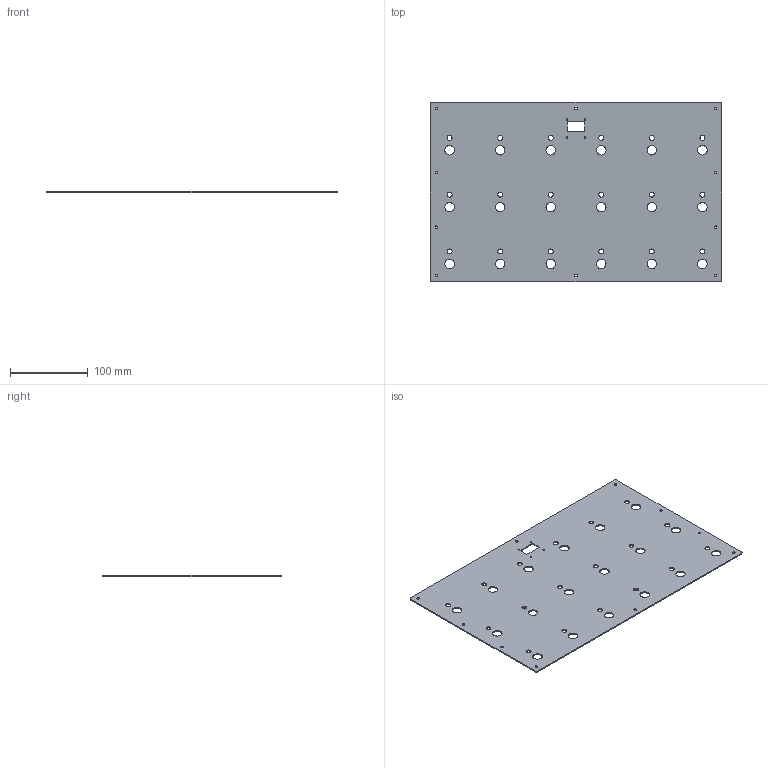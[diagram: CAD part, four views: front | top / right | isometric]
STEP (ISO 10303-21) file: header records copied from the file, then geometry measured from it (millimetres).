
FILE_DESCRIPTION(/* description */ (''),/* implementation_level */ '2;1');
FILE_NAME(/* name */ 'Placa Pedales V2 horizontal.step',/* time_stamp */ '2021-04-27T13:43:42+02:00',/* author */ (''),/* organization */ (''),/* preprocessor_version */ 'ST-DEVELOPER v18.1',/* originating_system */ 'Autodesk Translation Framework v10.6.0.1341',/* authorisation */ '');
FILE_SCHEMA (('AUTOMOTIVE_DESIGN { 1 0 10303 214 3 1 1 }'));
Length unit declared in the file: millimetre
Products named in the file (1): Placa Pedales
Bounding box: 375 x 230.87 x 1.5 mm (x, y, z)
Volume: 125266.4 mm3; surface area: 170709.3 mm2
Topology: 1 solids, 1 shells, 64 faces, 186 edges, 124 vertices
Faces by surface type: cylinder 50, plane 10, bspline 4
Full cylindrical faces by diameter (mm): 2.1 x4, 3.3 x10, 6.35 x18, 12.2 x18
Entity records: 2419 total; most frequent: DIRECTION 416, CARTESIAN_POINT 395, ORIENTED_EDGE 372, EDGE_CURVE 186, AXIS2_PLACEMENT_3D 169, EDGE_LOOP 166, VERTEX_POINT 124, FACE_BOUND 102
